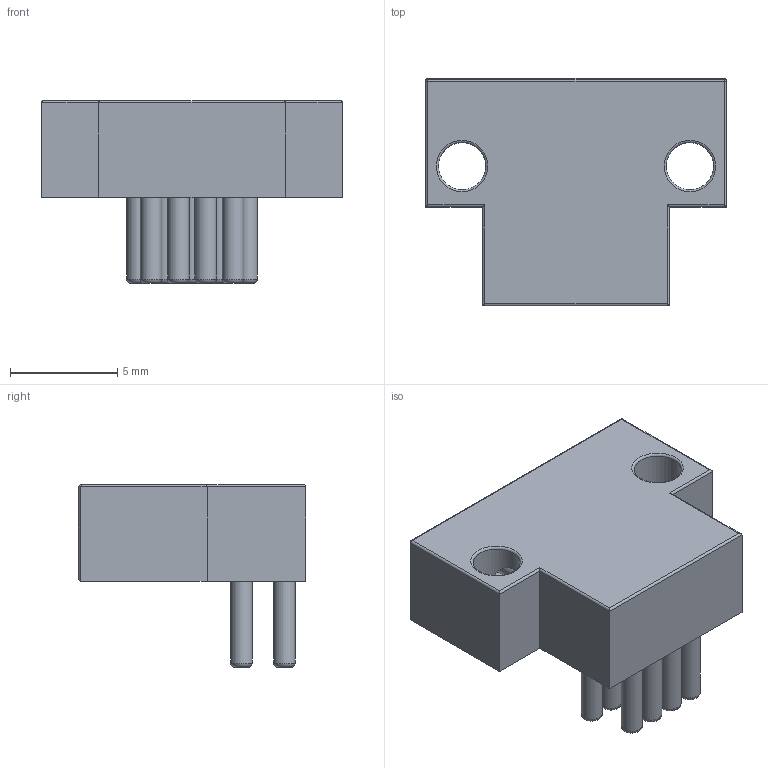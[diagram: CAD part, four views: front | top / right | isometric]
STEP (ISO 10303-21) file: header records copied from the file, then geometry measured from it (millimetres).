
FILE_DESCRIPTION(('FreeCAD Model'),'2;1');
FILE_NAME('header9.step', '2020-05-27T20:51:55',('Author'),(''), 'Open CASCADE STEP processor 7.4','FreeCAD','Unknown');
FILE_SCHEMA(('AUTOMOTIVE_DESIGN { 1 0 10303 214 1 1 1 1 }'));
Length unit declared in the file: millimetre
Products named in the file (1): Fillet004
Bounding box: 14 x 10.6 x 8.5 mm (x, y, z)
Volume: 432.3 mm3; surface area: 842.3 mm2
Topology: 1 solids, 1 shells, 93 faces, 194 edges, 115 vertices
Faces by surface type: plane 37, cylinder 30, torus 22, cone 2, bspline 2
Full cylindrical faces by diameter (mm): 1 x18, 2.2 x2
Entity records: 6744 total; most frequent: CARTESIAN_POINT 2168, DIRECTION 737, ORIENTED_EDGE 380, PCURVE 380, DEFINITIONAL_REPRESENTATION 380, LINE 313, VECTOR 313, AXIS2_PLACEMENT_3D 190
